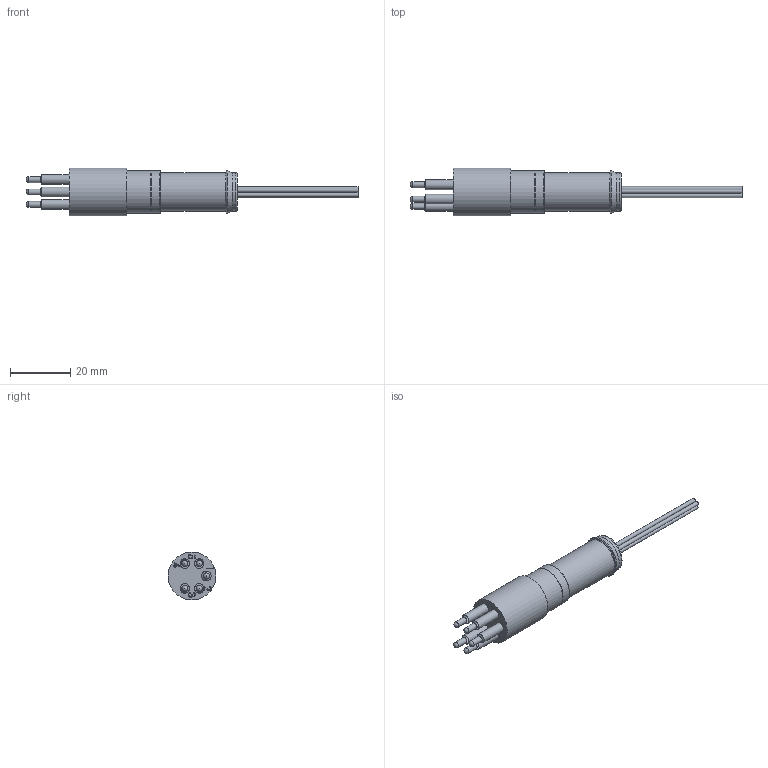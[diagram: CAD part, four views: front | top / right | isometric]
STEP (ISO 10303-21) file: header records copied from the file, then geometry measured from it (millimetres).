
FILE_DESCRIPTION(/* description */ (''),/* implementation_level */ '2;1');
FILE_NAME(/* name */ 'MCPBOF5M.stp',/* time_stamp */ '2022-03-08T08:28:45+01:00',/* author */ ('sh'),/* organization */ (''),/* preprocessor_version */ 'ST-DEVELOPER v17.2',/* originating_system */ 'Autodesk Inventor 2019',/* authorisation */ '');
FILE_SCHEMA (('AUTOMOTIVE_DESIGN { 1 0 10303 214 3 1 1 }'));
Length unit declared in the file: millimetre
Products named in the file (1): 01008880
Bounding box: 109.86 x 15.88 x 15.88 mm (x, y, z)
Volume: 9437 mm3; surface area: 4308.9 mm2
Topology: 1 solids, 1 shells, 126 faces, 333 edges, 234 vertices
Faces by surface type: plane 61, bspline 33, cylinder 20, cone 6, torus 6
Full cylindrical faces by diameter (mm): 1.321 x5, 1.986 x5, 3.175 x5, 12.7 x2, 13.97 x2, 15.875 x1
Entity records: 5632 total; most frequent: CARTESIAN_POINT 2308, ORIENTED_EDGE 666, DIRECTION 586, EDGE_CURVE 333, VERTEX_POINT 234, AXIS2_PLACEMENT_3D 215, LINE 156, VECTOR 156
